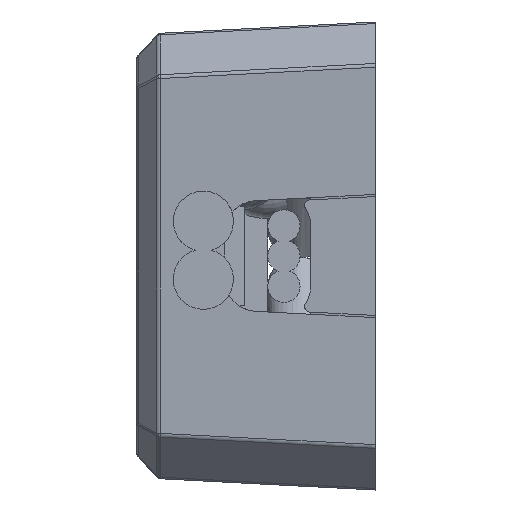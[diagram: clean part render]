
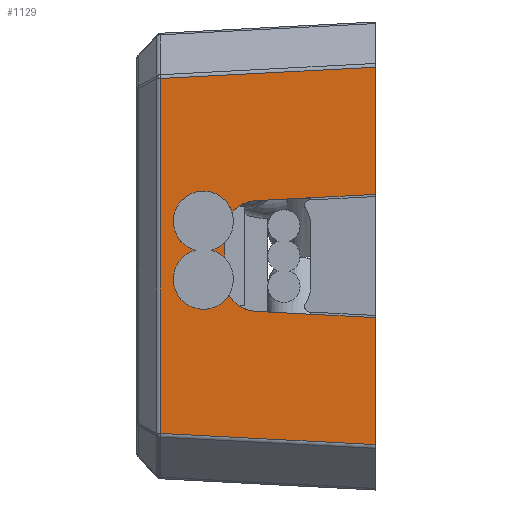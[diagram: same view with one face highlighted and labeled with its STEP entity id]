
A CAD part, left-side view. The second image highlights one B-rep face of the part: STEP entity #1129.
In plain terms, the highlighted face is planar.
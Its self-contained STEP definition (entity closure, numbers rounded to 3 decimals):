
#28 = EDGE_CURVE ( 'NONE', #17391, #16603, #11904, .T. ) ;
#239 = CARTESIAN_POINT ( 'NONE',  ( 36.825, 10.017, -8.224 ) ) ;
#377 = CARTESIAN_POINT ( 'NONE',  ( 36.826, 9.998, 8.249 ) ) ;
#495 = CARTESIAN_POINT ( 'NONE',  ( 36.983, 7., 1.077 ) ) ;
#739 = ORIENTED_EDGE ( 'NONE', *, *, #7084, .T. ) ;
#818 = CARTESIAN_POINT ( 'NONE',  ( 36.826, 9.998, -8.254 ) ) ;
#1112 = CARTESIAN_POINT ( 'NONE',  ( 37.35, 0., -8.784 ) ) ;
#1129 = ADVANCED_FACE ( 'NONE', ( #10409 ), #1510, .T. ) ;
#1139 = VERTEX_POINT ( 'NONE', #15275 ) ;
#1234 = VECTOR ( 'NONE', #7642, 1000. ) ;
#1288 = EDGE_CURVE ( 'NONE', #1139, #16603, #16631, .T. ) ;
#1300 = EDGE_CURVE ( 'NONE', #7534, #17391, #12968, .T. ) ;
#1356 = DIRECTION ( 'NONE',  ( 0., 0., 1. ) ) ;
#1509 = CARTESIAN_POINT ( 'NONE',  ( 37.35, 0., 2.867 ) ) ;
#1510 = PLANE ( 'NONE',  #4818 ) ;
#1756 = VERTEX_POINT ( 'NONE', #1112 ) ;
#2123 = LINE ( 'NONE', #15037, #11820 ) ;
#2145 = EDGE_CURVE ( 'NONE', #4475, #15924, #15094, .T. ) ;
#2352 = EDGE_CURVE ( 'NONE', #4288, #7534, #4965, .T. ) ;
#2433 = VERTEX_POINT ( 'NONE', #2472 ) ;
#2472 = CARTESIAN_POINT ( 'NONE',  ( 37.35, 0., -2.867 ) ) ;
#3332 = LINE ( 'NONE', #13061, #17715 ) ;
#3572 = DIRECTION ( 'NONE',  ( 0.028, -0.532, 0.846 ) ) ;
#3628 = LINE ( 'NONE', #17364, #1234 ) ;
#4002 = CARTESIAN_POINT ( 'NONE',  ( 36.826, 9.994, -8.26 ) ) ;
#4043 = CARTESIAN_POINT ( 'NONE',  ( 37.35, 0., -10.89 ) ) ;
#4288 = VERTEX_POINT ( 'NONE', #377 ) ;
#4430 = DIRECTION ( 'NONE',  ( -0.028, 0.533, 0.846 ) ) ;
#4475 = VERTEX_POINT ( 'NONE', #4002 ) ;
#4522 = DIRECTION ( 'NONE',  ( 0., 0., -1. ) ) ;
#4611 = VERTEX_POINT ( 'NONE', #5563 ) ;
#4719 = CARTESIAN_POINT ( 'NONE',  ( 36.983, 7., -1.919 ) ) ;
#4818 = AXIS2_PLACEMENT_3D ( 'NONE', #9656, #12571, #15112 ) ;
#4965 = LINE ( 'NONE', #11830, #13790 ) ;
#5563 = CARTESIAN_POINT ( 'NONE',  ( 36.983, 7., -1.077 ) ) ;
#5784 = CARTESIAN_POINT ( 'NONE',  ( 37.35, -0.005, 8.779 ) ) ;
#5887 = CARTESIAN_POINT ( 'NONE',  ( 37.058, 5.579, 2.574 ) ) ;
#5924 = VECTOR ( 'NONE', #6941, 1000. ) ;
#5989 = ORIENTED_EDGE ( 'NONE', *, *, #1300, .T. ) ;
#6088 = VECTOR ( 'NONE', #10009, 1000. ) ;
#6941 = DIRECTION ( 'NONE',  ( 0., 0., -1. ) ) ;
#7084 = EDGE_CURVE ( 'NONE', #15924, #4288, #3332, .T. ) ;
#7108 = EDGE_CURVE ( 'NONE', #4611, #10348, #8504, .T. ) ;
#7307 = CARTESIAN_POINT ( 'NONE',  ( 37.186, 3.133, 2.703 ) ) ;
#7385 = CARTESIAN_POINT ( 'NONE',  ( 37.014, 6.42, -2.53 ) ) ;
#7425 = ORIENTED_EDGE ( 'NONE', *, *, #2352, .T. ) ;
#7504 = CARTESIAN_POINT ( 'NONE',  ( 37.058, 5.579, -2.574 ) ) ;
#7534 = VERTEX_POINT ( 'NONE', #15105 ) ;
#7559 = CARTESIAN_POINT ( 'NONE',  ( 36.983, 7., -1.077 ) ) ;
#7642 = DIRECTION ( 'NONE',  ( -0.052, 0.997, 0.052 ) ) ;
#7934 = ORIENTED_EDGE ( 'NONE', *, *, #28, .T. ) ;
#8051 = ORIENTED_EDGE ( 'NONE', *, *, #15665, .T. ) ;
#8504 =( BOUNDED_CURVE ( )  B_SPLINE_CURVE ( 3, ( #7559, #4719, #7385, #7504 ),
 .UNSPECIFIED., .F., .F. ) 
 B_SPLINE_CURVE_WITH_KNOTS ( ( 4, 4 ),
 ( 0., 1.518 ),
 .UNSPECIFIED. ) 
 CURVE ( )  GEOMETRIC_REPRESENTATION_ITEM ( )  RATIONAL_B_SPLINE_CURVE ( ( 1., 0.817, 0.817, 1. ) ) 
 REPRESENTATION_ITEM ( '' )  );
#9462 = ORIENTED_EDGE ( 'NONE', *, *, #12657, .T. ) ;
#9656 = CARTESIAN_POINT ( 'NONE',  ( 37.35, 0., -10.89 ) ) ;
#10009 = DIRECTION ( 'NONE',  ( 0.052, -0.997, 0.052 ) ) ;
#10348 = VERTEX_POINT ( 'NONE', #17292 ) ;
#10409 = FACE_OUTER_BOUND ( 'NONE', #13308, .T. ) ;
#10796 = CARTESIAN_POINT ( 'NONE',  ( 36.82, 10.113, -2.337 ) ) ;
#11356 = CARTESIAN_POINT ( 'NONE',  ( 36.983, 7., 1.919 ) ) ;
#11531 = CARTESIAN_POINT ( 'NONE',  ( 36.983, 7., 1.077 ) ) ;
#11539 = CARTESIAN_POINT ( 'NONE',  ( 37.014, 6.42, 2.53 ) ) ;
#11820 = VECTOR ( 'NONE', #1356, 1000. ) ;
#11830 = CARTESIAN_POINT ( 'NONE',  ( 36.829, 9.949, 8.326 ) ) ;
#11904 = LINE ( 'NONE', #12562, #14503 ) ;
#11919 = ORIENTED_EDGE ( 'NONE', *, *, #7108, .T. ) ;
#12551 = LINE ( 'NONE', #10796, #15343 ) ;
#12562 = CARTESIAN_POINT ( 'NONE',  ( 37.35, 0., -10.89 ) ) ;
#12571 = DIRECTION ( 'NONE',  ( 0.999, 0.052, 0. ) ) ;
#12657 = EDGE_CURVE ( 'NONE', #1139, #14395, #14338, .T. ) ;
#12732 = ORIENTED_EDGE ( 'NONE', *, *, #13642, .F. ) ;
#12968 = LINE ( 'NONE', #5784, #6088 ) ;
#13061 = CARTESIAN_POINT ( 'NONE',  ( 36.826, 9.998, 8.352 ) ) ;
#13105 = ORIENTED_EDGE ( 'NONE', *, *, #1288, .F. ) ;
#13119 = ORIENTED_EDGE ( 'NONE', *, *, #16555, .F. ) ;
#13308 = EDGE_LOOP ( 'NONE', ( #17852, #14397, #739, #7425, #5989, #7934, #13105, #9462, #12732, #11919, #13119, #8051 ) ) ;
#13418 = DIRECTION ( 'NONE',  ( -0.052, 0.997, 0.052 ) ) ;
#13642 = EDGE_CURVE ( 'NONE', #4611, #14395, #2123, .T. ) ;
#13790 = VECTOR ( 'NONE', #3572, 1000. ) ;
#13866 = EDGE_CURVE ( 'NONE', #1756, #4475, #3628, .T. ) ;
#14229 = DIRECTION ( 'NONE',  ( 0., 0., 1. ) ) ;
#14338 =( BOUNDED_CURVE ( )  B_SPLINE_CURVE ( 3, ( #5887, #11539, #11356, #495 ),
 .UNSPECIFIED., .F., .F. ) 
 B_SPLINE_CURVE_WITH_KNOTS ( ( 4, 4 ),
 ( 4.765, 6.283 ),
 .UNSPECIFIED. ) 
 CURVE ( )  GEOMETRIC_REPRESENTATION_ITEM ( )  RATIONAL_B_SPLINE_CURVE ( ( 1., 0.817, 0.817, 1. ) ) 
 REPRESENTATION_ITEM ( '' )  );
#14395 = VERTEX_POINT ( 'NONE', #11531 ) ;
#14397 = ORIENTED_EDGE ( 'NONE', *, *, #2145, .T. ) ;
#14463 = VECTOR ( 'NONE', #4430, 1000. ) ;
#14503 = VECTOR ( 'NONE', #4522, 1000. ) ;
#14904 = VECTOR ( 'NONE', #15532, 1000. ) ;
#15037 = CARTESIAN_POINT ( 'NONE',  ( 36.983, 7., 2.5 ) ) ;
#15094 = LINE ( 'NONE', #239, #14463 ) ;
#15105 = CARTESIAN_POINT ( 'NONE',  ( 36.826, 9.994, 8.255 ) ) ;
#15112 = DIRECTION ( 'NONE',  ( -0.052, 0.999, 0. ) ) ;
#15275 = CARTESIAN_POINT ( 'NONE',  ( 37.058, 5.579, 2.574 ) ) ;
#15343 = VECTOR ( 'NONE', #13418, 1000. ) ;
#15532 = DIRECTION ( 'NONE',  ( 0.052, -0.997, 0.052 ) ) ;
#15665 = EDGE_CURVE ( 'NONE', #2433, #1756, #17515, .T. ) ;
#15924 = VERTEX_POINT ( 'NONE', #818 ) ;
#16555 = EDGE_CURVE ( 'NONE', #2433, #10348, #12551, .T. ) ;
#16603 = VERTEX_POINT ( 'NONE', #1509 ) ;
#16631 = LINE ( 'NONE', #7307, #14904 ) ;
#17292 = CARTESIAN_POINT ( 'NONE',  ( 37.058, 5.579, -2.574 ) ) ;
#17307 = CARTESIAN_POINT ( 'NONE',  ( 37.35, 0., 8.778 ) ) ;
#17364 = CARTESIAN_POINT ( 'NONE',  ( 36.826, 9.993, -8.26 ) ) ;
#17391 = VERTEX_POINT ( 'NONE', #17307 ) ;
#17515 = LINE ( 'NONE', #4043, #5924 ) ;
#17715 = VECTOR ( 'NONE', #14229, 1000. ) ;
#17852 = ORIENTED_EDGE ( 'NONE', *, *, #13866, .T. ) ;
